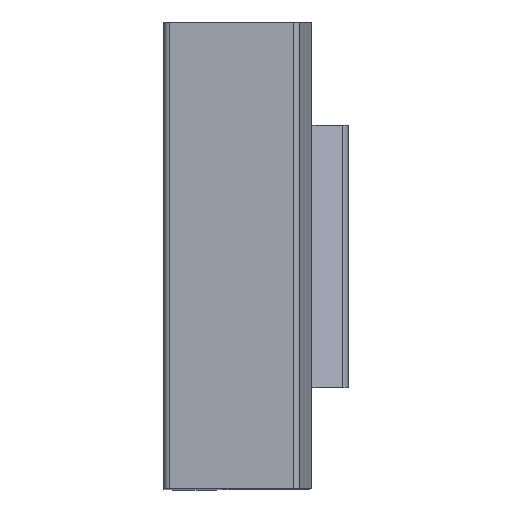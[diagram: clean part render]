
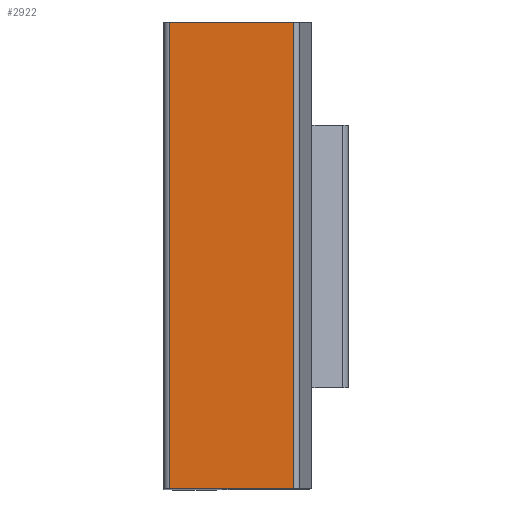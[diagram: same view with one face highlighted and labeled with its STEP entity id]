
A CAD part, top view. The second image highlights one B-rep face of the part: STEP entity #2922.
In plain terms, the highlighted planar face has unit normal (0, 0, 1).
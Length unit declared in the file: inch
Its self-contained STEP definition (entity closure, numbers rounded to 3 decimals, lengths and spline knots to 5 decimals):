
#317=DIRECTION('',(-1.,0.,0.));
#318=VECTOR('',#317,0.83854);
#319=CARTESIAN_POINT('',(0.87791,-1.5748,2.24409));
#320=LINE('',#319,#318);
#594=DIRECTION('',(1.,0.,0.));
#595=VECTOR('',#594,0.83854);
#596=CARTESIAN_POINT('',(0.03937,1.5748,2.24409));
#597=LINE('',#596,#595);
#899=DIRECTION('',(0.,1.,0.));
#900=VECTOR('',#899,3.14961);
#901=CARTESIAN_POINT('',(0.03937,-1.5748,2.24409));
#902=LINE('',#901,#900);
#903=DIRECTION('',(0.,-1.,0.));
#904=VECTOR('',#903,3.14961);
#905=CARTESIAN_POINT('',(0.87791,1.5748,2.24409));
#906=LINE('',#905,#904);
#1676=CARTESIAN_POINT('',(0.03937,1.5748,2.24409));
#1677=VERTEX_POINT('',#1676);
#1682=CARTESIAN_POINT('',(0.87791,1.5748,2.24409));
#1683=VERTEX_POINT('',#1682);
#1692=CARTESIAN_POINT('',(0.03937,-1.5748,
2.24409));
#1693=VERTEX_POINT('',#1692);
#1700=CARTESIAN_POINT('',(0.87791,-1.5748,
2.24409));
#1701=VERTEX_POINT('',#1700);
#2910=CARTESIAN_POINT('',(0.,1.5748,2.24409));
#2911=DIRECTION('',(0.,0.,-1.));
#2912=DIRECTION('',(-1.,0.,0.));
#2913=AXIS2_PLACEMENT_3D('',#2910,#2911,#2912);
#2914=PLANE('',#2913);
#2915=ORIENTED_EDGE('',*,*,#2425,.T.);
#2916=ORIENTED_EDGE('',*,*,#2898,.T.);
#2917=ORIENTED_EDGE('',*,*,#2599,.T.);
#2919=ORIENTED_EDGE('',*,*,#2918,.T.);
#2920=EDGE_LOOP('',(#2915,#2916,#2917,#2919));
#2921=FACE_OUTER_BOUND('',#2920,.F.);
#2425=EDGE_CURVE('',#1701,#1693,#320,.T.);
#2599=EDGE_CURVE('',#1677,#1683,#597,.T.);
#2898=EDGE_CURVE('',#1693,#1677,#902,.T.);
#2918=EDGE_CURVE('',#1683,#1701,#906,.T.);
#2922=ADVANCED_FACE('',(#2921),#2914,.F.);
